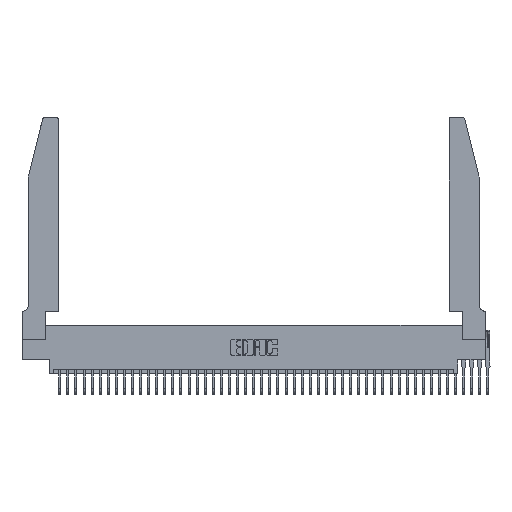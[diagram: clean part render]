
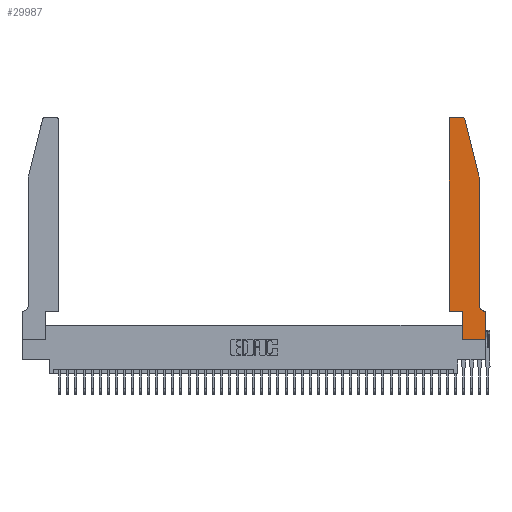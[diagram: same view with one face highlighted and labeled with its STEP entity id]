
A CAD part, top view. The second image highlights one B-rep face of the part: STEP entity #29987.
In plain terms, the highlighted face is planar.
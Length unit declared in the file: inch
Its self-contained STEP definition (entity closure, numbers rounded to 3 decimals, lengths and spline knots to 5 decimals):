
#613 = ORIENTED_EDGE ( 'NONE', *, *, #14970, .F. ) ;
#838 = VERTEX_POINT ( 'NONE', #25876 ) ;
#1041 = CARTESIAN_POINT ( 'NONE',  ( 0.25487, 2.72718, 0. ) ) ;
#1939 = DIRECTION ( 'NONE',  ( 1., 0., 0. ) ) ;
#3047 = ORIENTED_EDGE ( 'NONE', *, *, #20091, .F. ) ;
#3131 = CARTESIAN_POINT ( 'NONE',  ( 0., 0., 0. ) ) ;
#3462 = EDGE_CURVE ( 'NONE', #34408, #34625, #40225, .T. ) ;
#3895 = AXIS2_PLACEMENT_3D ( 'NONE', #39882, #21229, #1939 ) ;
#3943 = DIRECTION ( 'NONE',  ( 0., 1., 0. ) ) ;
#5269 = DIRECTION ( 'NONE',  ( 0., 0., -1. ) ) ;
#6678 = ORIENTED_EDGE ( 'NONE', *, *, #3462, .F. ) ;
#6862 = CARTESIAN_POINT ( 'NONE',  ( 0.2865, 0.35, 0. ) ) ;
#7114 = DIRECTION ( 'NONE',  ( 0., 0., 1. ) ) ;
#7919 = EDGE_CURVE ( 'NONE', #15944, #26904, #39667, .T. ) ;
#8038 = VECTOR ( 'NONE', #21957, 39.37008 ) ;
#8676 = AXIS2_PLACEMENT_3D ( 'NONE', #24496, #5269, #27612 ) ;
#8939 = CARTESIAN_POINT ( 'NONE',  ( 0.0055, 0.35, 0. ) ) ;
#9907 = VECTOR ( 'NONE', #9942, 39.37008 ) ;
#9942 = DIRECTION ( 'NONE',  ( 0., 1., 0. ) ) ;
#10366 = DIRECTION ( 'NONE',  ( -1., 0., 0. ) ) ;
#10936 = LINE ( 'NONE', #39011, #34149 ) ;
#10980 = CIRCLE ( 'NONE', #8676, 0.07 ) ;
#11117 = VERTEX_POINT ( 'NONE', #32311 ) ;
#11120 = ORIENTED_EDGE ( 'NONE', *, *, #39559, .F. ) ;
#11288 = ORIENTED_EDGE ( 'NONE', *, *, #29449, .F. ) ;
#12118 = VECTOR ( 'NONE', #3943, 39.37008 ) ;
#12282 = CARTESIAN_POINT ( 'NONE',  ( 0., 0., 0. ) ) ;
#12607 = ORIENTED_EDGE ( 'NONE', *, *, #26124, .F. ) ;
#12692 = CARTESIAN_POINT ( 'NONE',  ( 0.4205, 2.72, 0. ) ) ;
#13257 = CARTESIAN_POINT ( 'NONE',  ( 0.2865, 0., 0. ) ) ;
#13351 = VECTOR ( 'NONE', #30506, 39.37008 ) ;
#13607 = AXIS2_PLACEMENT_3D ( 'NONE', #12692, #34760, #15883 ) ;
#14592 = CARTESIAN_POINT ( 'NONE',  ( 0., 0., 0. ) ) ;
#14970 = EDGE_CURVE ( 'NONE', #11117, #34408, #38413, .T. ) ;
#15883 = DIRECTION ( 'NONE',  ( 1., 0., 0. ) ) ;
#15944 = VERTEX_POINT ( 'NONE', #6862 ) ;
#16041 = LINE ( 'NONE', #27743, #40063 ) ;
#16764 = DIRECTION ( 'NONE',  ( -1., 0., 0. ) ) ;
#16799 = CARTESIAN_POINT ( 'NONE',  ( 0.0755, 2., 0. ) ) ;
#17268 = EDGE_LOOP ( 'NONE', ( #39366, #24299, #11288, #28297, #11120, #28182, #3047, #6678, #613, #37778, #12607, #40242 ) ) ;
#17493 = CIRCLE ( 'NONE', #3895, 0.03 ) ;
#19363 = DIRECTION ( 'NONE',  ( 1., 0., 0. ) ) ;
#19825 = VERTEX_POINT ( 'NONE', #40360 ) ;
#20091 = EDGE_CURVE ( 'NONE', #34625, #15944, #20639, .T. ) ;
#20639 = LINE ( 'NONE', #26375, #12118 ) ;
#21056 = VERTEX_POINT ( 'NONE', #22337 ) ;
#21229 = DIRECTION ( 'NONE',  ( 0., 0., -1. ) ) ;
#21791 = AXIS2_PLACEMENT_3D ( 'NONE', #26291, #7114, #29469 ) ;
#21957 = DIRECTION ( 'NONE',  ( 1., 0., 0. ) ) ;
#22337 = CARTESIAN_POINT ( 'NONE',  ( 0.4505, 2.72, 0. ) ) ;
#22395 = VECTOR ( 'NONE', #10366, 39.37008 ) ;
#22645 = CIRCLE ( 'NONE', #13607, 0.03 ) ;
#23389 = LINE ( 'NONE', #35516, #22395 ) ;
#23516 = DIRECTION ( 'NONE',  ( 0., -1., 0. ) ) ;
#24229 = VERTEX_POINT ( 'NONE', #27247 ) ;
#24299 = ORIENTED_EDGE ( 'NONE', *, *, #38609, .T. ) ;
#24496 = CARTESIAN_POINT ( 'NONE',  ( 0.0055, 0.42, 0. ) ) ;
#24786 = VERTEX_POINT ( 'NONE', #1041 ) ;
#25113 = VECTOR ( 'NONE', #16764, 39.37008 ) ;
#25832 = CARTESIAN_POINT ( 'NONE',  ( 0.4505, 0.35, 0. ) ) ;
#25876 = CARTESIAN_POINT ( 'NONE',  ( 0.4205, 2.75, 0. ) ) ;
#26124 = EDGE_CURVE ( 'NONE', #19825, #35074, #10980, .T. ) ;
#26291 = CARTESIAN_POINT ( 'NONE',  ( 0., 0.35, 0. ) ) ;
#26375 = CARTESIAN_POINT ( 'NONE',  ( 0.2865, 0.35, 0. ) ) ;
#26552 = EDGE_CURVE ( 'NONE', #37770, #19825, #10936, .T. ) ;
#26904 = VERTEX_POINT ( 'NONE', #34666 ) ;
#27247 = CARTESIAN_POINT ( 'NONE',  ( 0.284, 2.75, 0. ) ) ;
#27612 = DIRECTION ( 'NONE',  ( -1., 0., 0. ) ) ;
#27743 = CARTESIAN_POINT ( 'NONE',  ( 0.0755, 2., 0. ) ) ;
#28182 = ORIENTED_EDGE ( 'NONE', *, *, #7919, .F. ) ;
#28297 = ORIENTED_EDGE ( 'NONE', *, *, #34483, .T. ) ;
#29449 = EDGE_CURVE ( 'NONE', #838, #24229, #36349, .T. ) ;
#29469 = DIRECTION ( 'NONE',  ( 1., 0., 0. ) ) ;
#29518 = CARTESIAN_POINT ( 'NONE',  ( 0.2605, 2.75, 0. ) ) ;
#29987 = ADVANCED_FACE ( 'NONE', ( #36356 ), #38651, .F. ) ;
#30506 = DIRECTION ( 'NONE',  ( 0., -1., 0. ) ) ;
#31624 = EDGE_CURVE ( 'NONE', #35074, #11117, #23389, .T. ) ;
#32023 = VECTOR ( 'NONE', #19363, 39.37008 ) ;
#32223 = LINE ( 'NONE', #25832, #9907 ) ;
#32311 = CARTESIAN_POINT ( 'NONE',  ( 0., 0.35, 0. ) ) ;
#34149 = VECTOR ( 'NONE', #23516, 39.37008 ) ;
#34408 = VERTEX_POINT ( 'NONE', #12282 ) ;
#34483 = EDGE_CURVE ( 'NONE', #838, #21056, #22645, .T. ) ;
#34625 = VERTEX_POINT ( 'NONE', #13257 ) ;
#34666 = CARTESIAN_POINT ( 'NONE',  ( 0.4505, 0.35, 0. ) ) ;
#34760 = DIRECTION ( 'NONE',  ( 0., 0., -1. ) ) ;
#35074 = VERTEX_POINT ( 'NONE', #8939 ) ;
#35516 = CARTESIAN_POINT ( 'NONE',  ( 0.0755, 0.35, 0. ) ) ;
#36349 = LINE ( 'NONE', #29518, #25113 ) ;
#36356 = FACE_OUTER_BOUND ( 'NONE', #17268, .T. ) ;
#37023 = DIRECTION ( 'NONE',  ( -0.239, -0.971, 0. ) ) ;
#37381 = EDGE_CURVE ( 'NONE', #24786, #37770, #16041, .T. ) ;
#37770 = VERTEX_POINT ( 'NONE', #16799 ) ;
#37778 = ORIENTED_EDGE ( 'NONE', *, *, #31624, .F. ) ;
#38413 = LINE ( 'NONE', #14592, #13351 ) ;
#38609 = EDGE_CURVE ( 'NONE', #24786, #24229, #17493, .T. ) ;
#38651 = PLANE ( 'NONE',  #21791 ) ;
#39011 = CARTESIAN_POINT ( 'NONE',  ( 0.0755, 2., 0. ) ) ;
#39366 = ORIENTED_EDGE ( 'NONE', *, *, #37381, .F. ) ;
#39559 = EDGE_CURVE ( 'NONE', #26904, #21056, #32223, .T. ) ;
#39667 = LINE ( 'NONE', #40577, #8038 ) ;
#39882 = CARTESIAN_POINT ( 'NONE',  ( 0.284, 2.72, 0. ) ) ;
#40063 = VECTOR ( 'NONE', #37023, 39.37008 ) ;
#40225 = LINE ( 'NONE', #3131, #32023 ) ;
#40242 = ORIENTED_EDGE ( 'NONE', *, *, #26552, .F. ) ;
#40360 = CARTESIAN_POINT ( 'NONE',  ( 0.0755, 0.42, 0. ) ) ;
#40577 = CARTESIAN_POINT ( 'NONE',  ( 0.4505, 0.35, 0. ) ) ;
